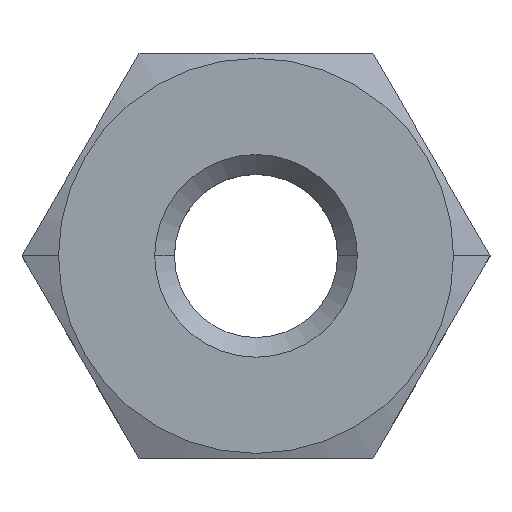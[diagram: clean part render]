
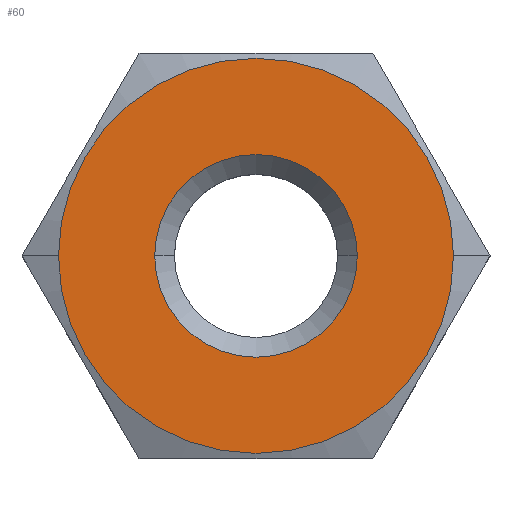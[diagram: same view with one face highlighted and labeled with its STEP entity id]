
A CAD part, top view. The second image highlights one B-rep face of the part: STEP entity #60.
In plain terms, the highlighted planar face has unit normal (0, 0, 1).
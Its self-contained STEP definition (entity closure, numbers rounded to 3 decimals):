
#60=ADVANCED_FACE('',(#93,#94),#95,.T.);
#93=FACE_BOUND('',#131,.T.);
#94=FACE_OUTER_BOUND('',#132,.T.);
#95=PLANE('',#133);
#131=EDGE_LOOP('',(#247,#248));
#132=EDGE_LOOP('',(#249,#250));
#133=AXIS2_PLACEMENT_3D('',#251,#252,#253);
#247=ORIENTED_EDGE('',*,*,#305,.F.);
#248=ORIENTED_EDGE('',*,*,#284,.F.);
#249=ORIENTED_EDGE('',*,*,#301,.F.);
#250=ORIENTED_EDGE('',*,*,#290,.F.);
#251=CARTESIAN_POINT('',(0.,0.,2.0));
#252=DIRECTION('',(0.0,0.0,1.0));
#253=DIRECTION('',(1.0,0.0,0.0));
#284=EDGE_CURVE('',#330,#328,#332,.T.);
#290=EDGE_CURVE('',#342,#334,#344,.T.);
#301=EDGE_CURVE('',#334,#342,#363,.T.);
#305=EDGE_CURVE('',#328,#330,#369,.T.);
#328=VERTEX_POINT('',#396);
#330=VERTEX_POINT('',#399);
#332=CIRCLE('',#402,1.25);
#334=VERTEX_POINT('',#404);
#342=VERTEX_POINT('',#440);
#344=CIRCLE('',#443,2.437);
#363=CIRCLE('',#518,2.437);
#369=CIRCLE('',#551,1.25);
#396=CARTESIAN_POINT('',(1.25,0.,2.0));
#399=CARTESIAN_POINT('',(-1.25,0.,2.0));
#402=AXIS2_PLACEMENT_3D('',#582,#583,#584);
#404=CARTESIAN_POINT('',(2.437,0.,2.0));
#440=CARTESIAN_POINT('',(-2.437,0.,2.0));
#443=AXIS2_PLACEMENT_3D('',#587,#588,#589);
#518=AXIS2_PLACEMENT_3D('',#598,#599,#600);
#551=AXIS2_PLACEMENT_3D('',#601,#602,#603);
#582=CARTESIAN_POINT('',(0.0,0.,2.0));
#583=DIRECTION('',(0.0,0.0,1.0));
#584=DIRECTION('',(1.0,0.0,0.0));
#587=CARTESIAN_POINT('',(0.0,0.,2.0));
#588=DIRECTION('',(0.0,0.0,-1.0));
#589=DIRECTION('',(1.0,0.0,0.0));
#598=CARTESIAN_POINT('',(0.0,0.,2.0));
#599=DIRECTION('',(0.0,0.0,-1.0));
#600=DIRECTION('',(1.0,0.0,0.0));
#601=CARTESIAN_POINT('',(0.0,0.,2.0));
#602=DIRECTION('',(0.0,0.0,1.0));
#603=DIRECTION('',(1.0,0.0,0.0));
